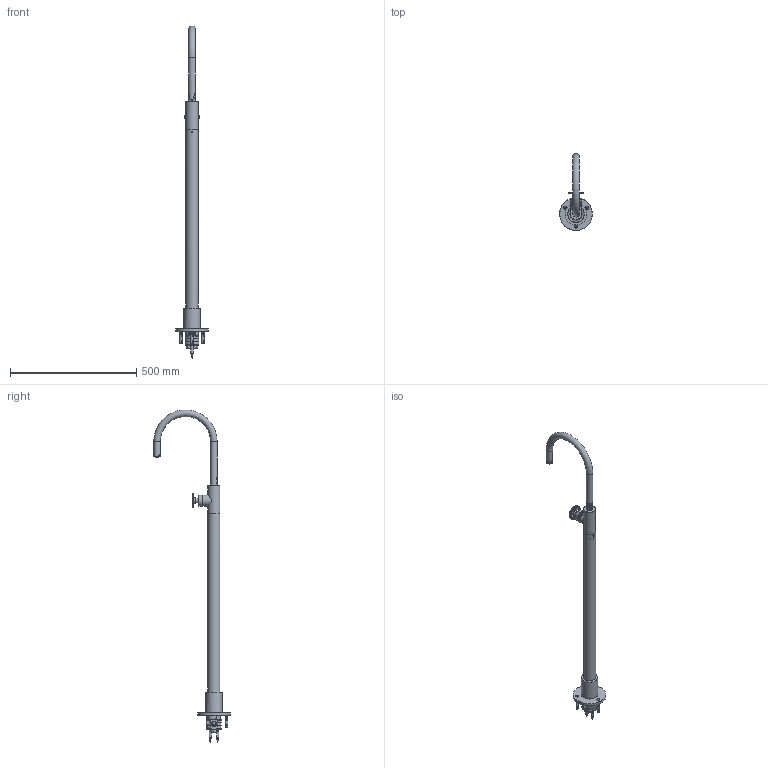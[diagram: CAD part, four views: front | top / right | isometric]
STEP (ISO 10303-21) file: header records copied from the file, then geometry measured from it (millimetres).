
FILE_DESCRIPTION(/* description */ ('Unknown'),/* implementation_level */ '2;1');
FILE_NAME(/* name */ 'CW078W-00',/* time_stamp */ '2019-11-06T11:28:51+01:00',/* author */ ('Unknown'),/* organization */ ('Unknown'),/* preprocessor_version */ 'ST-DEVELOPER v16.7',/* originating_system */ 'DEX',/* authorisation */ $);
FILE_SCHEMA (('AUTOMOTIVE_DESIGN {1 0 10303 214 3 1 1}'));
Products named in the file (69): CW078W-00; B078-002; parte superiore; oring7.65x1.78.1; treccia__S_x12.2; SA40-003_1; bussola_aggraffatura.2; tubo_epdm8.2; parte inferiore; bussola_aggraffatura.2.1; guarnizione_inserita; codolo_cartella.1; calotta_3-8; CW003-02; CW077-02; B078-003; B078-01; B077-42; B077-16; B077-08; CW003-07; CW031-04; CW031-03; B077-06; B078-001; CW003-001; Mix-Progressiv29; CW031-05; B077-47; B077-001; B077-10; B077-27; B077-010; B077-35; B077-36; CB077-07; B077-49; B077-52; B077-04; B077-50 ...
Assembly tree (88 placements, depth 4):
  CW078W-00
    B078-002
      parte superiore
        oring7.65x1.78.1
        treccia__S_x12.2
        SA40-003_1
        bussola_aggraffatura.2
        tubo_epdm8.2
      parte inferiore
        bussola_aggraffatura.2.1
        guarnizione_inserita
        codolo_cartella.1
        calotta_3-8
        treccia__S_x12.2
    CW003-02
    CW077-02
    B078-003
      B078-01
      B077-42
    B077-16
    B077-08
    CW003-07
    CW031-04  x2
    CW031-03
    B077-06  x2
    B078-001
      parte superiore
        oring7.65x1.78.1
        treccia__S_x12.2
        SA40-003_1
        bussola_aggraffatura.2
        tubo_epdm8.2
      parte inferiore
        bussola_aggraffatura.2.1
        guarnizione_inserita
        codolo_cartella.1
        calotta_3-8
        treccia__S_x12.2
    CW003-001
      Mix-Progressiv29
    CW031-05
    B077-47
    B077-001
      B077-10
      B077-27
    B077-010
      B077-35
      B077-36
      CB077-07
      B077-49  x2
      B077-52  x2
      B077-04  x2
      B077-50  x2
      SDS7-29  x2
      SDS7-14  x2
    CB029-13
    B077-44
    B077-009
      B077-51  x3
        b077_57
Bounding box: 129.5 x 302.75 x 1315.11 mm (x, y, z)
Volume: 1014258.2 mm3; surface area: 718662.4 mm2
Topology: 87 solids, 87 shells, 3541 faces, 8522 edges, 5239 vertices
Faces by surface type: cylinder 1124, plane 990, bspline 750, torus 365, cone 311, sphere 1
Full cylindrical faces by diameter (mm): 1.5 x1, 3.242 x1, 3.3 x1, 3.35 x1, 4 x7, 4.2 x2, 4.8 x2, 5 x12, 5.2 x14, 5.5 x4, 5.8 x1, 6 x12, 6.4 x3, 6.5 x2, 6.9 x8, 6.95 x1, 7 x12, 7.2 x4, 7.3 x1, 7.5 x6, 7.8 x2, 8 x7, 8.2 x2, 8.5 x4, 8.7 x3, 8.85 x1, 9 x8, 9.56 x4, 9.6 x4, 9.7 x3
Entity records: 114688 total; most frequent: CARTESIAN_POINT 33036, ORIENTED_EDGE 13496, DIRECTION 12508, EDGE_CURVE 6748, AXIS2_PLACEMENT_3D 5293, VERTEX_POINT 4361, FACE_BOUND 3761, EDGE_LOOP 3741
